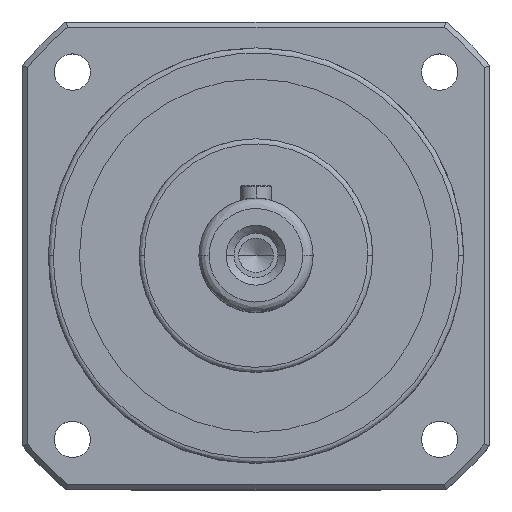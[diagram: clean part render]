
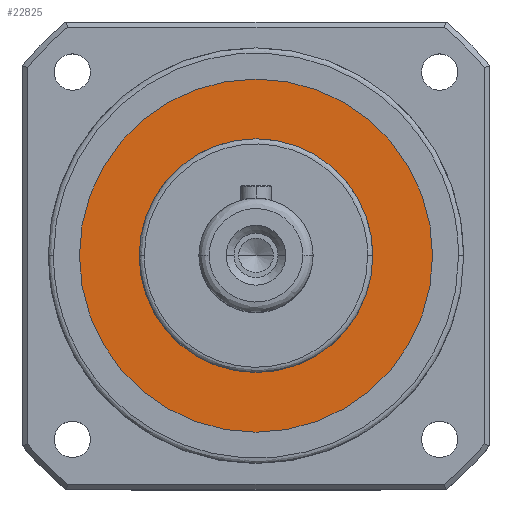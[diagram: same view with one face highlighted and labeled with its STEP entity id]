
A CAD part, top view. The second image highlights one B-rep face of the part: STEP entity #22825.
In plain terms, the highlighted planar face has unit normal (0, 0, 1).
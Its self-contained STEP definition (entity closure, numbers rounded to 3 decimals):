
#8 = EDGE_CURVE ( 'NONE', #3961, #6551, #20160, .T. ) ;
#246 = FACE_BOUND ( 'NONE', #1627, .T. ) ;
#722 = CARTESIAN_POINT ( 'NONE',  ( 0., 0., 109.49 ) ) ;
#790 = ORIENTED_EDGE ( 'NONE', *, *, #17107, .T. ) ;
#1627 = EDGE_LOOP ( 'NONE', ( #23994, #19514 ) ) ;
#2249 = AXIS2_PLACEMENT_3D ( 'NONE', #6724, #20450, #8679 ) ;
#2725 = DIRECTION ( 'NONE',  ( -1., 0., 0. ) ) ;
#3081 = AXIS2_PLACEMENT_3D ( 'NONE', #722, #14507, #2725 ) ;
#3961 = VERTEX_POINT ( 'NONE', #16507 ) ;
#5017 = CARTESIAN_POINT ( 'NONE',  ( 0., 0., 109.49 ) ) ;
#5127 = EDGE_LOOP ( 'NONE', ( #790, #9816 ) ) ;
#5141 = VERTEX_POINT ( 'NONE', #14279 ) ;
#6551 = VERTEX_POINT ( 'NONE', #10837 ) ;
#6724 = CARTESIAN_POINT ( 'NONE',  ( 0., 0., 109.49 ) ) ;
#6970 = DIRECTION ( 'NONE',  ( -1., 0., 0. ) ) ;
#8549 = PLANE ( 'NONE',  #16949 ) ;
#8679 = DIRECTION ( 'NONE',  ( -1., 0., 0. ) ) ;
#9546 = AXIS2_PLACEMENT_3D ( 'NONE', #5017, #18755, #6970 ) ;
#9816 = ORIENTED_EDGE ( 'NONE', *, *, #8, .T. ) ;
#10564 = AXIS2_PLACEMENT_3D ( 'NONE', #23846, #23654, #23766 ) ;
#10741 = CARTESIAN_POINT ( 'NONE',  ( 0., 0., 109.49 ) ) ;
#10837 = CARTESIAN_POINT ( 'NONE',  ( -34., 0., 109.49 ) ) ;
#12727 = DIRECTION ( 'NONE',  ( 1., 0., 0. ) ) ;
#12745 = CIRCLE ( 'NONE', #9546, 22.5 ) ;
#14279 = CARTESIAN_POINT ( 'NONE',  ( -22.5, 0., 109.49 ) ) ;
#14507 = DIRECTION ( 'NONE',  ( 0., 0., -1. ) ) ;
#16507 = CARTESIAN_POINT ( 'NONE',  ( 34., 0., 109.49 ) ) ;
#16949 = AXIS2_PLACEMENT_3D ( 'NONE', #10741, #24489, #12727 ) ;
#17107 = EDGE_CURVE ( 'NONE', #6551, #3961, #21188, .T. ) ;
#18233 = VERTEX_POINT ( 'NONE', #22100 ) ;
#18755 = DIRECTION ( 'NONE',  ( 0., 0., -1. ) ) ;
#19514 = ORIENTED_EDGE ( 'NONE', *, *, #21064, .T. ) ;
#20160 = CIRCLE ( 'NONE', #10564, 34. ) ;
#20450 = DIRECTION ( 'NONE',  ( 0., 0., 1. ) ) ;
#20525 = FACE_OUTER_BOUND ( 'NONE', #5127, .T. ) ;
#21064 = EDGE_CURVE ( 'NONE', #18233, #5141, #12745, .T. ) ;
#21188 = CIRCLE ( 'NONE', #2249, 34. ) ;
#22100 = CARTESIAN_POINT ( 'NONE',  ( 22.5, 0., 109.49 ) ) ;
#22825 = ADVANCED_FACE ( 'NONE', ( #20525, #246 ), #8549, .T. ) ;
#23317 = EDGE_CURVE ( 'NONE', #5141, #18233, #23321, .T. ) ;
#23321 = CIRCLE ( 'NONE', #3081, 22.5 ) ;
#23654 = DIRECTION ( 'NONE',  ( 0., 0., 1. ) ) ;
#23766 = DIRECTION ( 'NONE',  ( -1., 0., 0. ) ) ;
#23846 = CARTESIAN_POINT ( 'NONE',  ( 0., 0., 109.49 ) ) ;
#23994 = ORIENTED_EDGE ( 'NONE', *, *, #23317, .T. ) ;
#24489 = DIRECTION ( 'NONE',  ( 0., 0., 1. ) ) ;
